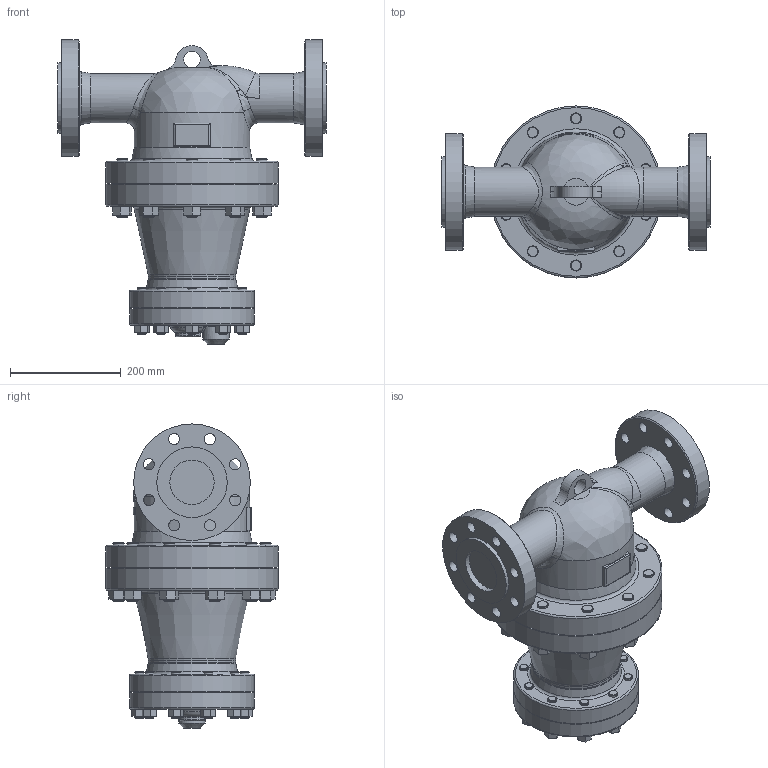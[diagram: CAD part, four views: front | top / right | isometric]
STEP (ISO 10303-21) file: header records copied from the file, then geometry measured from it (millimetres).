
FILE_DESCRIPTION((''),'2;1');
FILE_NAME('dc3sh-080-a0600-00.stp','2014-02-14T13:03:19',('akifuji'),(''),'Autodesk Inventor 2012','Autodesk Inventor 2012','');
FILE_SCHEMA(('AUTOMOTIVE_DESIGN { 1 0 10303 214 1 1 1 1 }'));
Length unit declared in the file: millimetre
Products named in the file (1): dc3sh-080-a0600-00
Bounding box: 483 x 310 x 548 mm (x, y, z)
Volume: 21393432.8 mm3; surface area: 848092.7 mm2
Topology: 1 solids, 1 shells, 451 faces, 1067 edges, 690 vertices
Faces by surface type: plane 236, cylinder 124, cone 48, bspline 26, torus 17
Full cylindrical faces by diameter (mm): 16 x30, 20 x46, 22.2 x1, 27.7 x1, 30 x1, 45 x1, 48 x1, 80 x2, 89 x2, 127 x2, 157.5 x1, 162.5 x1, 208 x1, 210 x2, 225 x2, 240 x1, 310 x2
Entity records: 13558 total; most frequent: CARTESIAN_POINT 3799, DIRECTION 1980, ORIENTED_EDGE 1732, EDGE_CURVE 866, AXIS2_PLACEMENT_3D 770, EDGE_LOOP 758, VERTEX_POINT 647, FACE_OUTER_BOUND 451
